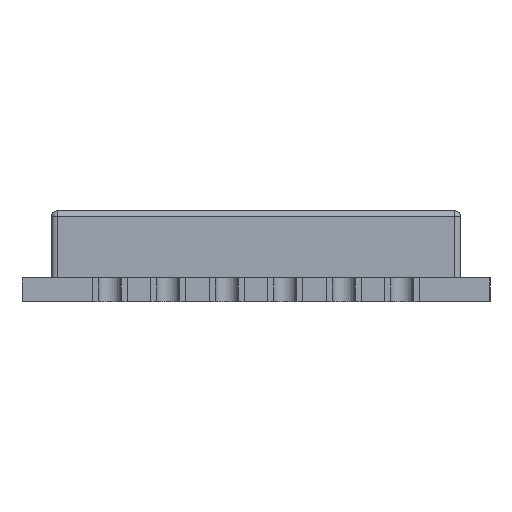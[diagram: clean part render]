
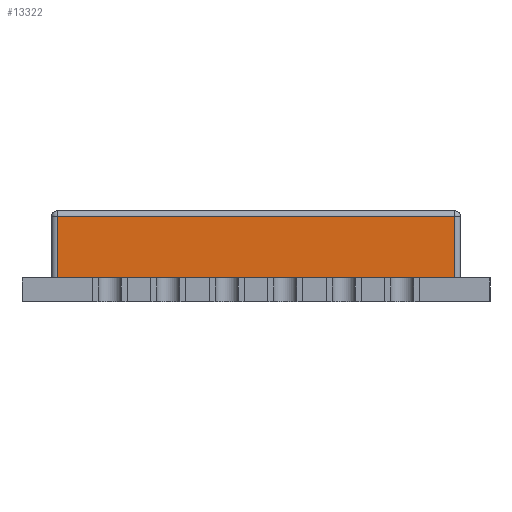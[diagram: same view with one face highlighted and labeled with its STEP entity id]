
A CAD part, front view. The second image highlights one B-rep face of the part: STEP entity #13322.
In plain terms, the highlighted planar face has unit normal (0, -1, 0).
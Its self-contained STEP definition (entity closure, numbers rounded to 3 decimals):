
#740 = EDGE_CURVE ( 'NONE', #19060, #6632, #14070, .T. ) ;
#1844 = ORIENTED_EDGE ( 'NONE', *, *, #20788, .T. ) ;
#2406 = CARTESIAN_POINT ( 'NONE',  ( -6.8, -11.15, 3.1 ) ) ;
#2585 = DIRECTION ( 'NONE',  ( 0., 1., 0. ) ) ;
#3188 = LINE ( 'NONE', #16991, #17472 ) ;
#3769 = CARTESIAN_POINT ( 'NONE',  ( 6.8, -11.15, 3.1 ) ) ;
#4360 = CARTESIAN_POINT ( 'NONE',  ( -7., -11.15, 0.8 ) ) ;
#5138 = EDGE_CURVE ( 'NONE', #24857, #21189, #3188, .T. ) ;
#5409 = EDGE_CURVE ( 'NONE', #6632, #24857, #15970, .T. ) ;
#6430 = CARTESIAN_POINT ( 'NONE',  ( -7., -11.15, 3.1 ) ) ;
#6632 = VERTEX_POINT ( 'NONE', #11348 ) ;
#7818 = ORIENTED_EDGE ( 'NONE', *, *, #5138, .T. ) ;
#8633 = LINE ( 'NONE', #2406, #14368 ) ;
#8948 = FACE_OUTER_BOUND ( 'NONE', #12815, .T. ) ;
#9150 = ORIENTED_EDGE ( 'NONE', *, *, #740, .T. ) ;
#10270 = VECTOR ( 'NONE', #14201, 1000. ) ;
#10494 = DIRECTION ( 'NONE',  ( 0., 0., -1. ) ) ;
#10841 = DIRECTION ( 'NONE',  ( -1., 0., 0. ) ) ;
#11348 = CARTESIAN_POINT ( 'NONE',  ( 6.8, -11.15, 0.8 ) ) ;
#12425 = DIRECTION ( 'NONE',  ( 0., 0., 1. ) ) ;
#12815 = EDGE_LOOP ( 'NONE', ( #7818, #1844, #9150, #14490 ) ) ;
#13322 = ADVANCED_FACE ( 'NONE', ( #8948 ), #24678, .F. ) ;
#14070 = LINE ( 'NONE', #4360, #10270 ) ;
#14201 = DIRECTION ( 'NONE',  ( 1., 0., 0. ) ) ;
#14368 = VECTOR ( 'NONE', #10494, 1000. ) ;
#14473 = CARTESIAN_POINT ( 'NONE',  ( -6.8, -11.15, 2.9 ) ) ;
#14490 = ORIENTED_EDGE ( 'NONE', *, *, #5409, .T. ) ;
#15970 = LINE ( 'NONE', #3769, #24723 ) ;
#16991 = CARTESIAN_POINT ( 'NONE',  ( -7., -11.15, 2.9 ) ) ;
#17472 = VECTOR ( 'NONE', #10841, 1000. ) ;
#19060 = VERTEX_POINT ( 'NONE', #26146 ) ;
#19853 = CARTESIAN_POINT ( 'NONE',  ( 6.8, -11.15, 2.9 ) ) ;
#20788 = EDGE_CURVE ( 'NONE', #21189, #19060, #8633, .T. ) ;
#21189 = VERTEX_POINT ( 'NONE', #14473 ) ;
#21377 = AXIS2_PLACEMENT_3D ( 'NONE', #6430, #2585, #12425 ) ;
#22128 = DIRECTION ( 'NONE',  ( 0., 0., 1. ) ) ;
#24678 = PLANE ( 'NONE',  #21377 ) ;
#24723 = VECTOR ( 'NONE', #22128, 1000. ) ;
#24857 = VERTEX_POINT ( 'NONE', #19853 ) ;
#26146 = CARTESIAN_POINT ( 'NONE',  ( -6.8, -11.15, 0.8 ) ) ;
